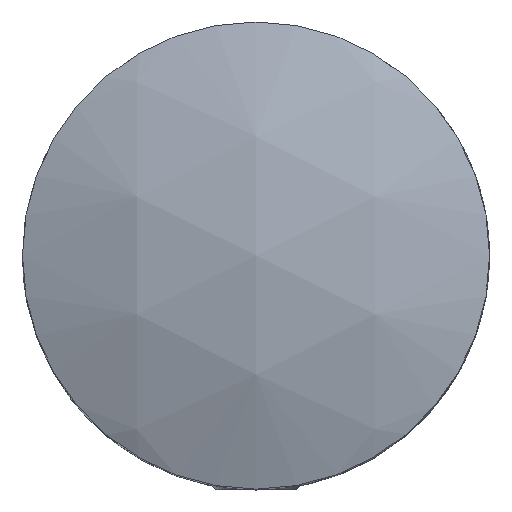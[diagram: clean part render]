
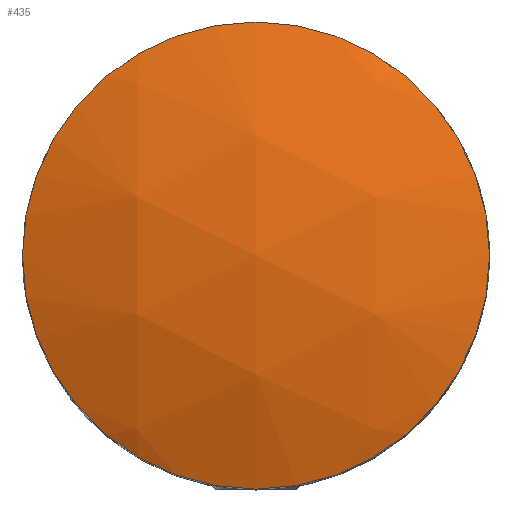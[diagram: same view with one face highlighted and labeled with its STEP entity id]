
A CAD part, top view. The second image highlights one B-rep face of the part: STEP entity #435.
In plain terms, the highlighted spherical face has radius 28 mm.
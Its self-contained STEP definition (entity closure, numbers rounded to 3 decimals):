
#435 = ADVANCED_FACE ( 'NONE', ( #15629 ), #15030, .T. ) ;
#753 = CARTESIAN_POINT ( 'NONE',  ( 0., 0., 23.749 ) ) ;
#3367 = AXIS2_PLACEMENT_3D ( 'NONE', #5498, #5343, #23353 ) ;
#4876 = EDGE_LOOP ( 'NONE', ( #17971 ) ) ;
#5343 = DIRECTION ( 'NONE',  ( -1., 0., 0. ) ) ;
#5498 = CARTESIAN_POINT ( 'NONE',  ( 0., 0., -2. ) ) ;
#7327 = EDGE_CURVE ( 'NONE', #9523, #9523, #19719, .T. ) ;
#9523 = VERTEX_POINT ( 'NONE', #22362 ) ;
#11402 = AXIS2_PLACEMENT_3D ( 'NONE', #753, #15234, #20270 ) ;
#15030 = SPHERICAL_SURFACE ( 'NONE', #3367, 28. ) ;
#15234 = DIRECTION ( 'NONE',  ( 0., 0., 1. ) ) ;
#15629 = FACE_OUTER_BOUND ( 'NONE', #4876, .T. ) ;
#17971 = ORIENTED_EDGE ( 'NONE', *, *, #7327, .T. ) ;
#19719 = CIRCLE ( 'NONE', #11402, 11. ) ;
#20270 = DIRECTION ( 'NONE',  ( 1., 0., 0. ) ) ;
#22362 = CARTESIAN_POINT ( 'NONE',  ( 11., 0., 23.749 ) ) ;
#23353 = DIRECTION ( 'NONE',  ( 0., 1., 0. ) ) ;
